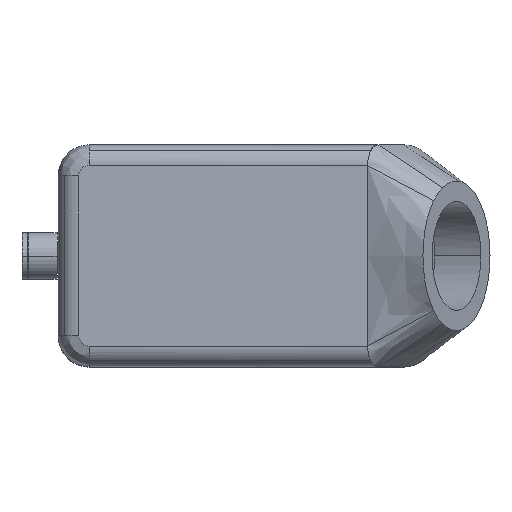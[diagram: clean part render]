
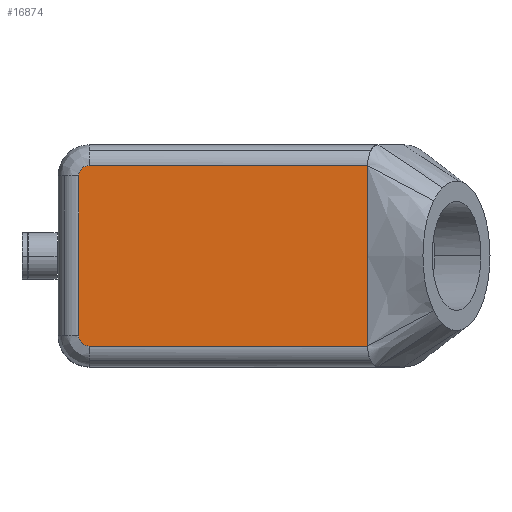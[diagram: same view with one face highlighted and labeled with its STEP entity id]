
A CAD part, top view. The second image highlights one B-rep face of the part: STEP entity #16874.
In plain terms, the highlighted planar face has unit normal (0, 0, 1).
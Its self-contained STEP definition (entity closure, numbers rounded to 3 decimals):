
#185=CARTESIAN_POINT('',(-32.5,-15.5,52.));
#186=VERTEX_POINT('',#185);
#194=CARTESIAN_POINT('',(-32.5,15.5,52.));
#195=VERTEX_POINT('',#194);
#196=CARTESIAN_POINT('',(-32.5,-15.5,52.));
#197=DIRECTION('',(0.0,1.0,0.0));
#198=VECTOR('',#197,31.);
#199=LINE('',#196,#198);
#200=EDGE_CURVE('',#186,#195,#199,.T.);
#6926=CARTESIAN_POINT('',(23.5,0.,52.0));
#6927=VERTEX_POINT('',#6926);
#7069=CARTESIAN_POINT('',(23.5,17.5,52.0));
#7070=VERTEX_POINT('',#7069);
#7078=CARTESIAN_POINT('',(23.5,0.,52.0));
#7079=DIRECTION('',(0.0,1.0,0.0));
#7080=VECTOR('',#7079,17.5);
#7081=LINE('',#7078,#7080);
#7082=EDGE_CURVE('',#6927,#7070,#7081,.T.);
#7101=CARTESIAN_POINT('',(23.5,-17.5,52.0));
#7102=VERTEX_POINT('',#7101);
#7103=CARTESIAN_POINT('',(23.5,-17.5,52.0));
#7104=DIRECTION('',(0.0,1.0,0.0));
#7105=VECTOR('',#7104,17.5);
#7106=LINE('',#7103,#7105);
#7107=EDGE_CURVE('',#7102,#6927,#7106,.T.);
#16655=CARTESIAN_POINT('',(-30.5,-17.5,52.));
#16656=VERTEX_POINT('',#16655);
#16657=CARTESIAN_POINT('',(23.5,-17.5,52.0));
#16658=DIRECTION('',(-1.0,0.0,0.0));
#16659=VECTOR('',#16658,54.0);
#16660=LINE('',#16657,#16659);
#16661=EDGE_CURVE('',#7102,#16656,#16660,.T.);
#16738=CARTESIAN_POINT('',(-30.5,-15.5,52.));
#16739=DIRECTION('',(0.,0.,-1.));
#16740=DIRECTION('',(-0.707,-0.707,0.));
#16741=AXIS2_PLACEMENT_3D('',#16738,#16739,#16740);
#16742=CIRCLE('',#16741,2.);
#16743=EDGE_CURVE('',#16656,#186,#16742,.T.);
#16819=CARTESIAN_POINT('',(-30.5,17.5,52.));
#16820=VERTEX_POINT('',#16819);
#16833=CARTESIAN_POINT('',(-30.5,15.5,52.));
#16834=DIRECTION('',(0.,0.,-1.));
#16835=DIRECTION('',(-0.707,0.707,0.));
#16836=AXIS2_PLACEMENT_3D('',#16833,#16834,#16835);
#16837=CIRCLE('',#16836,2.);
#16838=EDGE_CURVE('',#195,#16820,#16837,.T.);
#16850=CARTESIAN_POINT('',(-30.5,17.5,52.));
#16851=DIRECTION('',(1.0,0.0,0.0));
#16852=VECTOR('',#16851,54.0);
#16853=LINE('',#16850,#16852);
#16854=EDGE_CURVE('',#16820,#7070,#16853,.T.);
#16860=CARTESIAN_POINT('',(23.5,0.0,52.0));
#16861=DIRECTION('',(0.0,0.0,1.0));
#16862=DIRECTION('',(1.0,0.0,0.0));
#16863=AXIS2_PLACEMENT_3D('',#16860,#16861,#16862);
#16864=PLANE('',#16863);
#16865=ORIENTED_EDGE('',*,*,#16854,.F.);
#16866=ORIENTED_EDGE('',*,*,#16838,.F.);
#16867=ORIENTED_EDGE('',*,*,#200,.F.);
#16868=ORIENTED_EDGE('',*,*,#16743,.F.);
#16869=ORIENTED_EDGE('',*,*,#16661,.F.);
#16870=ORIENTED_EDGE('',*,*,#7107,.T.);
#16871=ORIENTED_EDGE('',*,*,#7082,.T.);
#16872=EDGE_LOOP('',(#16865,#16866,#16867,#16868,#16869,#16870,#16871));
#16873=FACE_OUTER_BOUND('',#16872,.T.);
#16874=ADVANCED_FACE('',(#16873),#16864,.T.);
